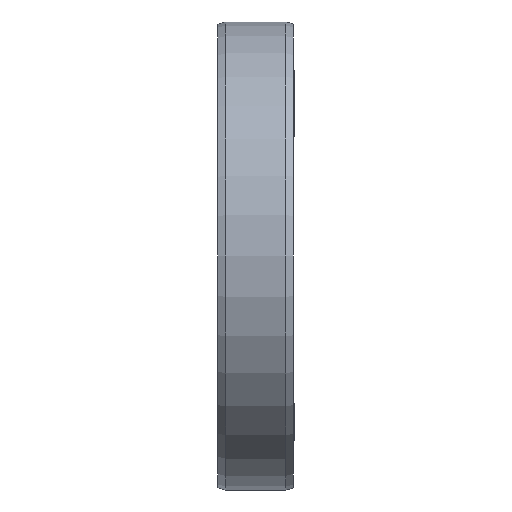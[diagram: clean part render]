
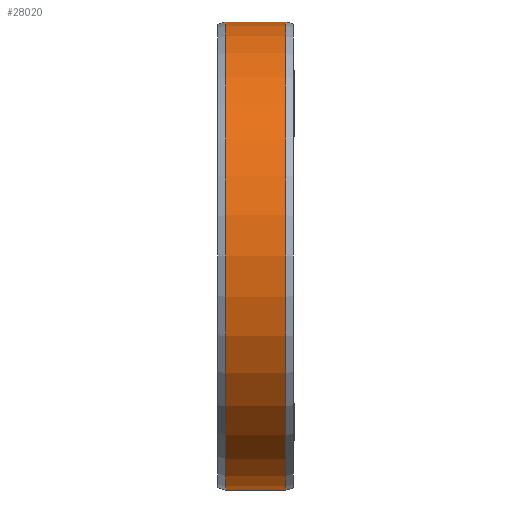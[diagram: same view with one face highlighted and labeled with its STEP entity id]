
A CAD part, left-side view. The second image highlights one B-rep face of the part: STEP entity #28020.
In plain terms, the highlighted cylindrical face has radius 31 mm (diameter 62 mm), a partial arc.
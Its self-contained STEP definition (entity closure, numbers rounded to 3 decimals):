
#27296=CARTESIAN_POINT('',(0.,-4.,0.));
#27297=DIRECTION('',(0.,1.,0.));
#27298=DIRECTION('',(0.,0.,-1.));
#27299=AXIS2_PLACEMENT_3D('',#27296,#27297,#27298);
#27304=DIRECTION('',(0.,1.,0.));
#27305=VECTOR('',#27304,8.);
#27306=CARTESIAN_POINT('',(0.,-4.,-31.));
#27307=LINE('',#27306,#27305);
#27319=DIRECTION('',(0.,1.,0.));
#27320=VECTOR('',#27319,8.);
#27321=CARTESIAN_POINT('',(0.,-4.,31.));
#27322=LINE('',#27321,#27320);
#27348=CARTESIAN_POINT('',(0.,4.,0.));
#27349=DIRECTION('',(0.,1.,0.));
#27350=DIRECTION('',(0.,0.,-1.));
#27351=AXIS2_PLACEMENT_3D('',#27348,#27349,#27350);
#27657=CARTESIAN_POINT('',(0.,-4.,-31.));
#27659=VERTEX_POINT('',#27657);
#27660=CARTESIAN_POINT('',(0.,4.,-31.));
#27661=VERTEX_POINT('',#27660);
#27701=CARTESIAN_POINT('',(0.,-4.,31.));
#27703=VERTEX_POINT('',#27701);
#27704=CARTESIAN_POINT('',(0.,4.,31.));
#27705=VERTEX_POINT('',#27704);
#28006=CARTESIAN_POINT('',(0.,-5.5,0.));
#28007=DIRECTION('',(0.,1.,0.));
#28008=DIRECTION('',(0.,0.,-1.));
#28009=AXIS2_PLACEMENT_3D('',#28006,#28007,#28008);
#28010=CYLINDRICAL_SURFACE('',#28009,31.);
#28012=ORIENTED_EDGE('',*,*,#28011,.T.);
#28014=ORIENTED_EDGE('',*,*,#28013,.T.);
#28016=ORIENTED_EDGE('',*,*,#28015,.F.);
#28017=ORIENTED_EDGE('',*,*,#27999,.F.);
#28018=EDGE_LOOP('',(#28012,#28014,#28016,#28017));
#28019=FACE_OUTER_BOUND('',#28018,.F.);
#27300=CIRCLE('',#27299,31.);
#27352=CIRCLE('',#27351,31.);
#27999=EDGE_CURVE('',#27659,#27703,#27300,.T.);
#28011=EDGE_CURVE('',#27659,#27661,#27307,.T.);
#28013=EDGE_CURVE('',#27661,#27705,#27352,.T.);
#28015=EDGE_CURVE('',#27703,#27705,#27322,.T.);
#28020=ADVANCED_FACE('',(#28019),#28010,.T.);
